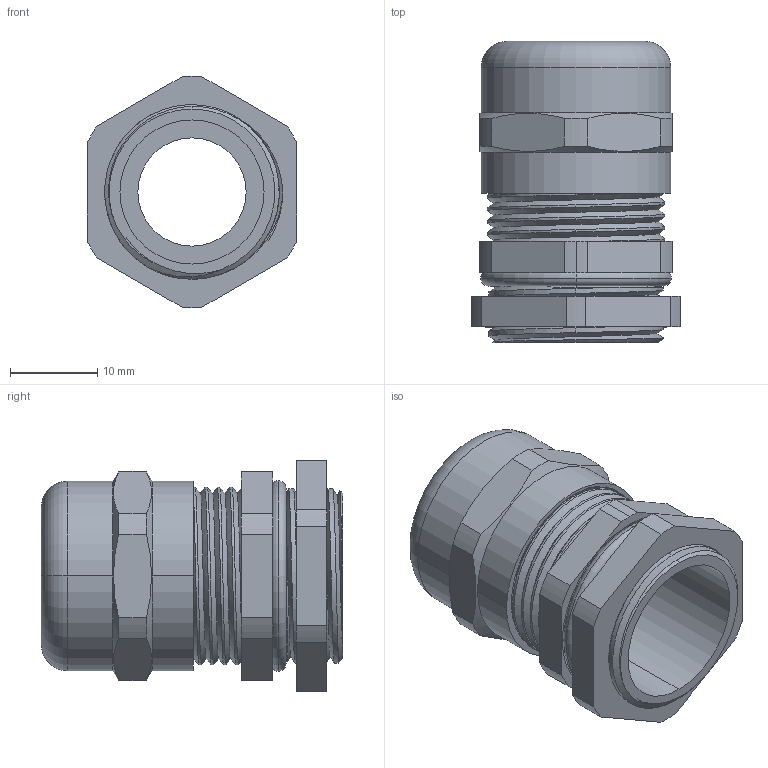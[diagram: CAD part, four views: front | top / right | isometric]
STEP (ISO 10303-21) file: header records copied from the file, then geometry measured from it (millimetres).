
FILE_DESCRIPTION (( 'STEP AP203' ), '1' );
FILE_NAME ('BMBCX-E2.step', '2016-02-11T13:24:56', ( '' ), ( '' ), 'SwSTEP 2.0', 'SolidWorks 2015', '' );
FILE_SCHEMA (( 'CONFIG_CONTROL_DESIGN' ));
Length unit declared in the file: millimetre
Products named in the file (1): BMBCX-E2
Bounding box: 24 x 34.5 x 26.49 mm (x, y, z)
Volume: 6499.9 mm3; surface area: 10878.3 mm2
Topology: 6 solids, 6 shells, 254 faces, 706 edges, 465 vertices
Faces by surface type: plane 133, cylinder 90, torus 12, bspline 10, cone 9
Entity records: 12838 total; most frequent: CARTESIAN_POINT 6476, ORIENTED_EDGE 1412, DIRECTION 1258, EDGE_CURVE 706, VERTEX_POINT 465, AXIS2_PLACEMENT_3D 458, LINE 342, VECTOR 342
